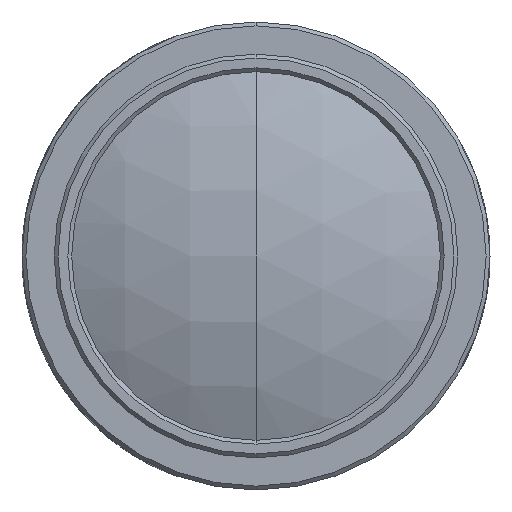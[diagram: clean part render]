
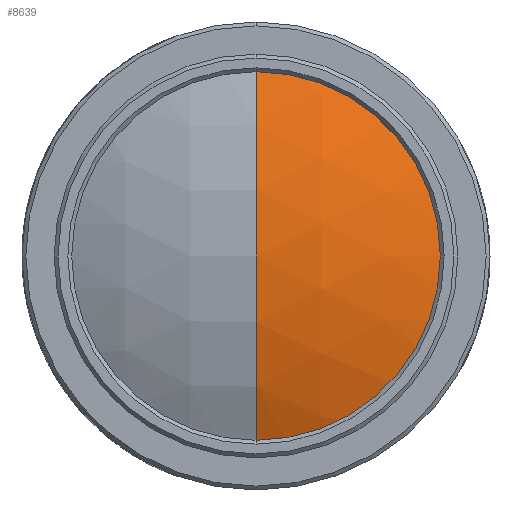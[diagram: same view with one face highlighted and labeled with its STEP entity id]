
A CAD part, left-side view. The second image highlights one B-rep face of the part: STEP entity #8639.
In plain terms, the highlighted spherical face has radius 30.2 mm.
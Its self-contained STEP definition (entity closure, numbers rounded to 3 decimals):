
#2249 = CARTESIAN_POINT ( 'NONE',  ( -15.071, 0., 0. ) ) ;
#2302 = CARTESIAN_POINT ( 'NONE',  ( -12.336, 0., -12.559 ) ) ;
#2303 = AXIS2_PLACEMENT_3D ( 'NONE', #2343, #2342, #2304 ) ;
#2304 = DIRECTION ( 'NONE',  ( 0., 0., 1. ) ) ;
#2329 = CIRCLE ( 'NONE', #2303, 30.2 ) ;
#2342 = DIRECTION ( 'NONE',  ( 0., 1., 0. ) ) ;
#2343 = CARTESIAN_POINT ( 'NONE',  ( 15.129, 0., 0. ) ) ;
#2380 = DIRECTION ( 'NONE',  ( 0., 0., -1. ) ) ;
#2381 = DIRECTION ( 'NONE',  ( 0., -1., 0. ) ) ;
#2382 = CARTESIAN_POINT ( 'NONE',  ( 15.129, 0., 0. ) ) ;
#2383 = AXIS2_PLACEMENT_3D ( 'NONE', #2382, #2381, #2380 ) ;
#2384 = CIRCLE ( 'NONE', #2383, 30.2 ) ;
#2455 = DIRECTION ( 'NONE',  ( 0., 0., -1. ) ) ;
#2456 = DIRECTION ( 'NONE',  ( 0., -1., 0. ) ) ;
#2457 = CARTESIAN_POINT ( 'NONE',  ( -12.336, -12.559, 0. ) ) ;
#2482 = CARTESIAN_POINT ( 'NONE',  ( -12.336, 0., 12.559 ) ) ;
#2483 = CARTESIAN_POINT ( 'NONE',  ( 15.129, 0., 0. ) ) ;
#2484 = AXIS2_PLACEMENT_3D ( 'NONE', #2483, #2456, #2455 ) ;
#2516 = SPHERICAL_SURFACE ( 'NONE', #2484, 30.2 ) ;
#2527 = DIRECTION ( 'NONE',  ( 0., -1., 0. ) ) ;
#2528 = DIRECTION ( 'NONE',  ( -1., 0., 0. ) ) ;
#2529 = CARTESIAN_POINT ( 'NONE',  ( -12.336, 0., 0. ) ) ;
#2549 = DIRECTION ( 'NONE',  ( 0., -1., 0. ) ) ;
#2550 = DIRECTION ( 'NONE',  ( -1., 0., 0. ) ) ;
#2551 = AXIS2_PLACEMENT_3D ( 'NONE', #2529, #2550, #2549 ) ;
#2552 = CIRCLE ( 'NONE', #2551, 12.559 ) ;
#2589 = CIRCLE ( 'NONE', #2593, 12.559 ) ;
#2593 = AXIS2_PLACEMENT_3D ( 'NONE', #2607, #2528, #2527 ) ;
#2607 = CARTESIAN_POINT ( 'NONE',  ( -12.336, 0., 0. ) ) ;
#2639 = FACE_OUTER_BOUND ( 'NONE', #8653, .T. ) ;
#8594 = EDGE_CURVE ( 'NONE', #8595, #8631, #2329, .T. ) ;
#8595 = VERTEX_POINT ( 'NONE', #2302 ) ;
#8596 = ORIENTED_EDGE ( 'NONE', *, *, #8594, .F. ) ;
#8631 = VERTEX_POINT ( 'NONE', #2249 ) ;
#8633 = EDGE_CURVE ( 'NONE', #8656, #8631, #2384, .T. ) ;
#8637 = EDGE_CURVE ( 'NONE', #8655, #8656, #2589, .T. ) ;
#8638 = ORIENTED_EDGE ( 'NONE', *, *, #8637, .T. ) ;
#8639 = ADVANCED_FACE ( 'NONE', ( #2639 ), #2516, .T. ) ;
#8641 = ORIENTED_EDGE ( 'NONE', *, *, #8633, .T. ) ;
#8645 = ORIENTED_EDGE ( 'NONE', *, *, #8651, .T. ) ;
#8651 = EDGE_CURVE ( 'NONE', #8595, #8655, #2552, .T. ) ;
#8653 = EDGE_LOOP ( 'NONE', ( #8638, #8641, #8596, #8645 ) ) ;
#8655 = VERTEX_POINT ( 'NONE', #2457 ) ;
#8656 = VERTEX_POINT ( 'NONE', #2482 ) ;
